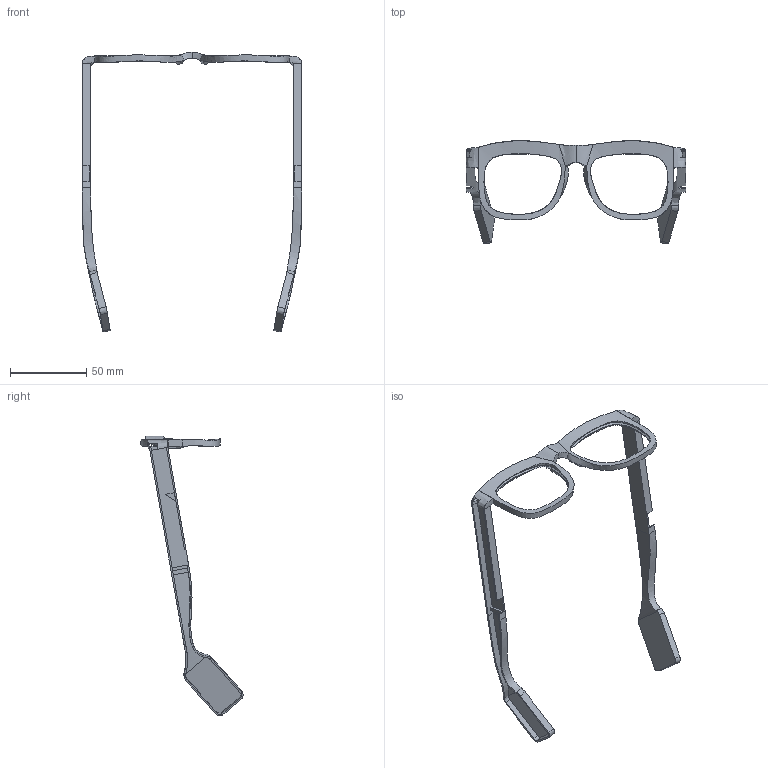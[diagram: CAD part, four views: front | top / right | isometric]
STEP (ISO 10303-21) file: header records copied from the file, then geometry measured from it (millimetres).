
FILE_DESCRIPTION(('CATIA V5 STEP Exchange'),'2;1');
FILE_NAME('MAIN_3DPRINT_OSSG_0p3.stp','2022-05-22T18:18:39+00:00',('none'),('none'),'CATIA Version 5 Release 20 GA (IN-10)','CATIA V5 STEP AP203','none');
FILE_SCHEMA(('CONFIG_CONTROL_DESIGN'));
Length unit declared in the file: millimetre
Products named in the file (1): Frames
Bounding box: 143.58 x 66.9 x 183.23 mm (x, y, z)
Volume: 14852 mm3; surface area: 25165.9 mm2
Topology: 7 solids, 7 shells, 280 faces, 764 edges, 493 vertices
Faces by surface type: bspline 136, plane 94, extrusion 42, cylinder 8
Entity records: 30023 total; most frequent: CARTESIAN_POINT 24389, ORIENTED_EDGE 1520, EDGE_CURVE 760, B_SPLINE_CURVE_WITH_KNOTS 509, VERTEX_POINT 488, DIRECTION 483, VECTOR 323, EDGE_LOOP 282
